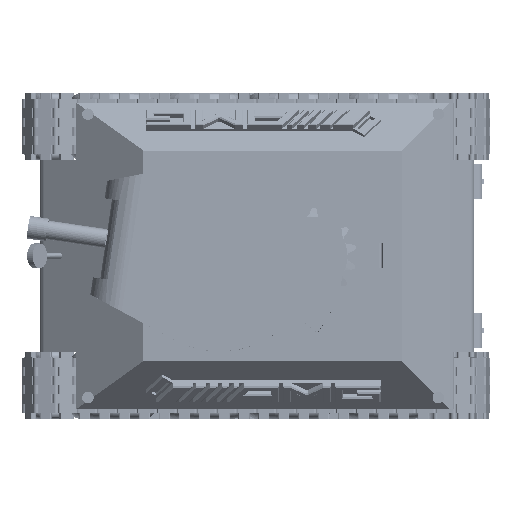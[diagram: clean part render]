
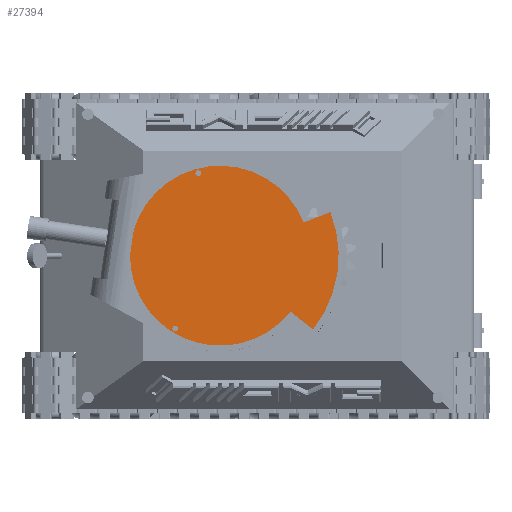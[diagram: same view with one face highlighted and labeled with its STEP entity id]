
A CAD part, top view. The second image highlights one B-rep face of the part: STEP entity #27394.
In plain terms, the highlighted planar face has unit normal (0, 0, 1).
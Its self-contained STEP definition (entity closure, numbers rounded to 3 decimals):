
#1889=FACE_BOUND('',#5191,.T.);
#1890=FACE_BOUND('',#5192,.T.);
#2359=PLANE('',#29813);
#3570=FACE_OUTER_BOUND('',#5190,.T.);
#5190=EDGE_LOOP('',(#22683,#22684,#22685,#22686,#22687,#22688));
#5191=EDGE_LOOP('',(#22689));
#5192=EDGE_LOOP('',(#22690));
#7050=LINE('',#48351,#9129);
#7054=LINE('',#48363,#9133);
#7058=LINE('',#48375,#9137);
#9129=VECTOR('',#35378,10.);
#9133=VECTOR('',#35390,10.);
#9137=VECTOR('',#35402,10.);
#10705=CIRCLE('',#29796,1.5);
#10707=CIRCLE('',#29799,1.5);
#10709=CIRCLE('',#29803,47.);
#10711=CIRCLE('',#29807,62.);
#10713=CIRCLE('',#29811,47.);
#12869=VERTEX_POINT('',#48335);
#12871=VERTEX_POINT('',#48341);
#12874=VERTEX_POINT('',#48348);
#12875=VERTEX_POINT('',#48350);
#12877=VERTEX_POINT('',#48356);
#12879=VERTEX_POINT('',#48362);
#12881=VERTEX_POINT('',#48368);
#12883=VERTEX_POINT('',#48374);
#16287=EDGE_CURVE('',#12869,#12869,#10705,.T.);
#16290=EDGE_CURVE('',#12871,#12871,#10707,.T.);
#16293=EDGE_CURVE('',#12875,#12874,#7050,.T.);
#16296=EDGE_CURVE('',#12877,#12875,#10709,.T.);
#16299=EDGE_CURVE('',#12879,#12877,#7054,.T.);
#16302=EDGE_CURVE('',#12881,#12879,#10711,.T.);
#16305=EDGE_CURVE('',#12883,#12881,#7058,.T.);
#16308=EDGE_CURVE('',#12874,#12883,#10713,.T.);
#22683=ORIENTED_EDGE('',*,*,#16308,.T.);
#22684=ORIENTED_EDGE('',*,*,#16305,.T.);
#22685=ORIENTED_EDGE('',*,*,#16302,.T.);
#22686=ORIENTED_EDGE('',*,*,#16299,.T.);
#22687=ORIENTED_EDGE('',*,*,#16296,.T.);
#22688=ORIENTED_EDGE('',*,*,#16293,.T.);
#22689=ORIENTED_EDGE('',*,*,#16287,.T.);
#22690=ORIENTED_EDGE('',*,*,#16290,.T.);
#27394=ADVANCED_FACE('',(#3570,#1889,#1890),#2359,.F.);
#29796=AXIS2_PLACEMENT_3D('',#48337,#35365,#35366);
#29799=AXIS2_PLACEMENT_3D('',#48343,#35372,#35373);
#29803=AXIS2_PLACEMENT_3D('',#48357,#35384,#35385);
#29807=AXIS2_PLACEMENT_3D('',#48369,#35396,#35397);
#29811=AXIS2_PLACEMENT_3D('',#48379,#35408,#35409);
#29813=AXIS2_PLACEMENT_3D('',#48381,#35412,#35413);
#35365=DIRECTION('center_axis',(0.,0.,-1.));
#35366=DIRECTION('ref_axis',(1.,0.,0.));
#35372=DIRECTION('center_axis',(0.,0.,-1.));
#35373=DIRECTION('ref_axis',(1.,0.,0.));
#35378=DIRECTION('',(0.,-1.,0.));
#35384=DIRECTION('center_axis',(0.,0.,1.));
#35385=DIRECTION('ref_axis',(1.,0.,0.));
#35390=DIRECTION('',(-0.866,-0.5,0.));
#35396=DIRECTION('center_axis',(0.,0.,1.));
#35397=DIRECTION('ref_axis',(0.866,0.5,0.));
#35402=DIRECTION('',(0.866,-0.5,0.));
#35408=DIRECTION('center_axis',(0.,0.,1.));
#35409=DIRECTION('ref_axis',(1.,0.,0.));
#35412=DIRECTION('center_axis',(0.,0.,-1.));
#35413=DIRECTION('ref_axis',(1.,0.,0.));
#48335=CARTESIAN_POINT('',(-18.995,40.993,3.));
#48337=CARTESIAN_POINT('Origin',(-17.495,40.993,3.));
#48341=CARTESIAN_POINT('',(-18.995,-40.993,3.));
#48343=CARTESIAN_POINT('Origin',(-17.495,-40.993,3.));
#48348=CARTESIAN_POINT('',(-46.531,-6.621,3.));
#48350=CARTESIAN_POINT('',(-46.531,6.621,3.));
#48351=CARTESIAN_POINT('',(-46.531,-36.333,3.));
#48356=CARTESIAN_POINT('',(40.703,23.5,3.));
#48357=CARTESIAN_POINT('Origin',(0.,0.,3.));
#48362=CARTESIAN_POINT('',(53.694,31.,3.));
#48363=CARTESIAN_POINT('',(0.,0.,3.));
#48368=CARTESIAN_POINT('',(53.694,-31.,3.));
#48369=CARTESIAN_POINT('Origin',(0.,0.,3.));
#48374=CARTESIAN_POINT('',(40.703,-23.5,3.));
#48375=CARTESIAN_POINT('',(0.,0.,3.));
#48379=CARTESIAN_POINT('Origin',(0.,0.,3.));
#48381=CARTESIAN_POINT('Origin',(7.734,0.,3.));
